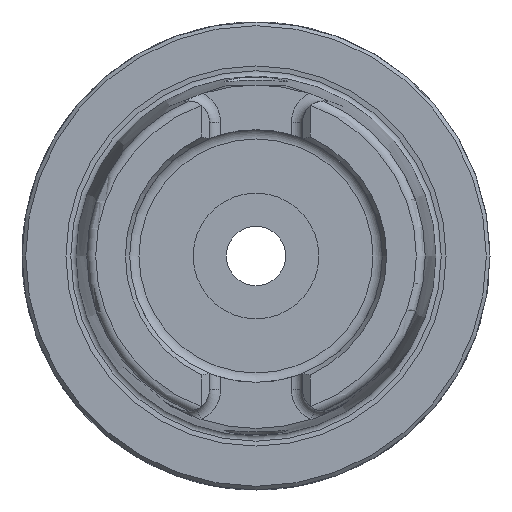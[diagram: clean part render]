
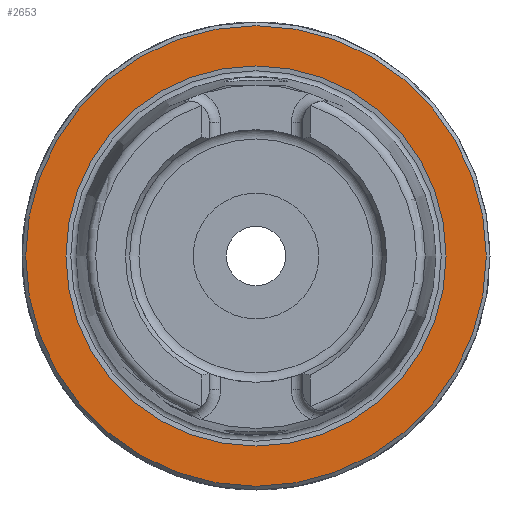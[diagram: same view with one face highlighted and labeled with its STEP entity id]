
A CAD part, left-side view. The second image highlights one B-rep face of the part: STEP entity #2653.
In plain terms, the highlighted planar face has unit normal (-1, 0, 0).
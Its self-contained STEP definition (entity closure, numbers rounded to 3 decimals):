
#107=FACE_BOUND('',#490,.T.);
#148=PLANE('',#3029);
#344=FACE_OUTER_BOUND('',#489,.T.);
#489=EDGE_LOOP('',(#2466,#2467));
#490=EDGE_LOOP('',(#2468,#2469));
#945=CIRCLE('',#3027,25.588);
#946=CIRCLE('',#3028,25.588);
#947=CIRCLE('',#3030,31.);
#948=CIRCLE('',#3031,31.);
#1241=VERTEX_POINT('',#5532);
#1242=VERTEX_POINT('',#5534);
#1243=VERTEX_POINT('',#5538);
#1244=VERTEX_POINT('',#5539);
#1654=EDGE_CURVE('',#1242,#1241,#945,.T.);
#1655=EDGE_CURVE('',#1241,#1242,#946,.T.);
#1656=EDGE_CURVE('',#1243,#1244,#947,.T.);
#1657=EDGE_CURVE('',#1244,#1243,#948,.T.);
#2466=ORIENTED_EDGE('',*,*,#1656,.F.);
#2467=ORIENTED_EDGE('',*,*,#1657,.F.);
#2468=ORIENTED_EDGE('',*,*,#1654,.T.);
#2469=ORIENTED_EDGE('',*,*,#1655,.T.);
#2653=ADVANCED_FACE('',(#344,#107),#148,.T.);
#3027=AXIS2_PLACEMENT_3D('',#5535,#3854,#3855);
#3028=AXIS2_PLACEMENT_3D('',#5536,#3856,#3857);
#3029=AXIS2_PLACEMENT_3D('',#5537,#3858,#3859);
#3030=AXIS2_PLACEMENT_3D('',#5540,#3860,#3861);
#3031=AXIS2_PLACEMENT_3D('',#5541,#3862,#3863);
#3854=DIRECTION('center_axis',(1.,0.,0.));
#3855=DIRECTION('ref_axis',(0.,0.,-1.));
#3856=DIRECTION('center_axis',(1.,0.,0.));
#3857=DIRECTION('ref_axis',(0.,0.,-1.));
#3858=DIRECTION('center_axis',(-1.,0.,0.));
#3859=DIRECTION('ref_axis',(0.,0.,1.));
#3860=DIRECTION('center_axis',(1.,0.,0.));
#3861=DIRECTION('ref_axis',(0.,0.,-1.));
#3862=DIRECTION('center_axis',(1.,0.,0.));
#3863=DIRECTION('ref_axis',(0.,0.,-1.));
#5532=CARTESIAN_POINT('',(0.,-25.588,0.));
#5534=CARTESIAN_POINT('',(0.,25.588,0.));
#5535=CARTESIAN_POINT('Origin',(0.,0.,0.));
#5536=CARTESIAN_POINT('Origin',(0.,0.,0.));
#5537=CARTESIAN_POINT('Origin',(0.,31.,0.));
#5538=CARTESIAN_POINT('',(0.,31.,0.));
#5539=CARTESIAN_POINT('',(0.,-31.,0.));
#5540=CARTESIAN_POINT('Origin',(0.,0.,0.));
#5541=CARTESIAN_POINT('Origin',(0.,0.,0.));
